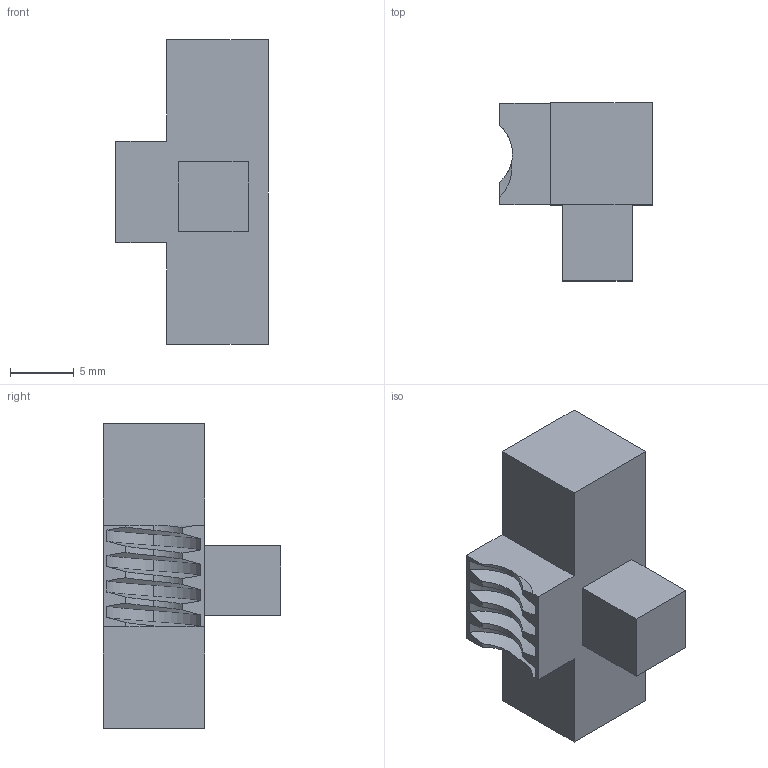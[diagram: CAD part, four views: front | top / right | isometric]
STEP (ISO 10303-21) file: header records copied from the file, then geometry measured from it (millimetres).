
FILE_DESCRIPTION (( 'STEP AP214' ), '1' );
FILE_NAME ('clockwork_tr8x2_interface.STEP', '2022-11-25T06:39:57', ( '' ), ( '' ), 'SwSTEP 2.0', 'SolidWorks 2020', '' );
FILE_SCHEMA (( 'AUTOMOTIVE_DESIGN' ));
Length unit declared in the file: millimetre
Products named in the file (1): clockwork_tr8x2_interface
Bounding box: 12 x 14 x 24 mm (x, y, z)
Volume: 1909.1 mm3; surface area: 1209.7 mm2
Topology: 1 solids, 1 shells, 43 faces, 120 edges, 80 vertices
Faces by surface type: cylinder 18, plane 16, bspline 9
Entity records: 4759 total; most frequent: CARTESIAN_POINT 3784, ORIENTED_EDGE 240, DIRECTION 142, EDGE_CURVE 120, VERTEX_POINT 80, VECTOR 64, LINE 64, EDGE_LOOP 44
